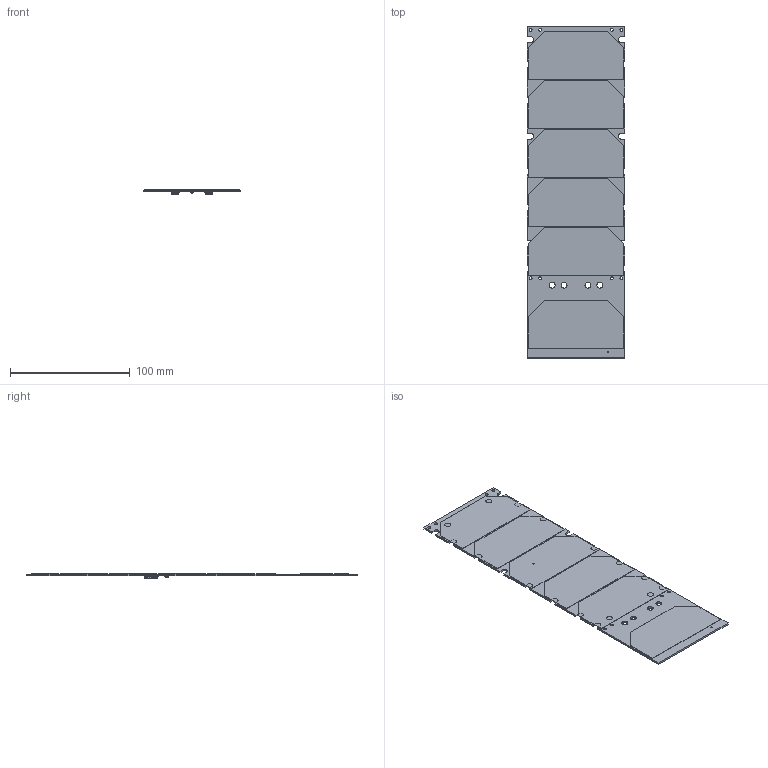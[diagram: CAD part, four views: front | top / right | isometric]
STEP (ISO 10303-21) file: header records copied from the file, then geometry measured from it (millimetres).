
FILE_DESCRIPTION(/* description */ (''),/* implementation_level */ '2;1');
FILE_NAME(/* name */ 'side panel V5.1.brd v2.step',/* time_stamp */ '2017-09-06T10:12:32-07:00',/* author */ (''),/* organization */ (''),/* preprocessor_version */ 'ST-DEVELOPER v16.13',/* originating_system */ 'Autodesk Translation Framework v6.1.1.50',/* authorisation */ '');
FILE_SCHEMA (('AUTOMOTIVE_DESIGN { 1 0 10303 214 3 1 1 }'));
Length unit declared in the file: millimetre
Products named in the file (8): side panel V5.1.brd v2; Board; SOLAR_CELL_OUTLINE; SOLAR_CELL_TOP_SHORT-PAD; SOLAR_CELL_STAND-ALONE; SOLAR_CELL_BOTTOM+BYPASS; PICOLOCK_5; S008
Assembly tree (10 placements, depth 2):
  side panel V5.1.brd v2
    Board
    SOLAR_CELL_OUTLINE  x3
    SOLAR_CELL_TOP_SHORT-PAD
    SOLAR_CELL_STAND-ALONE
    SOLAR_CELL_BOTTOM+BYPASS
    PICOLOCK_5  x2
    S008
Bounding box: 82 x 277.8 x 3.85 mm (x, y, z)
Volume: 40037.5 mm3; surface area: 83311.1 mm2
Topology: 19 solids, 19 shells, 1639 faces, 3982 edges, 2363 vertices
Faces by surface type: plane 1395, cylinder 216, sphere 20, cone 8
Full cylindrical faces by diameter (mm): 0.3 x8, 2.382 x4, 5 x8
Entity records: 30177 total; most frequent: CARTESIAN_POINT 5079, DIRECTION 4971, ORIENTED_EDGE 4946, EDGE_CURVE 2473, LINE 2201, VECTOR 2201, VERTEX_POINT 1413, AXIS2_PLACEMENT_3D 1385
